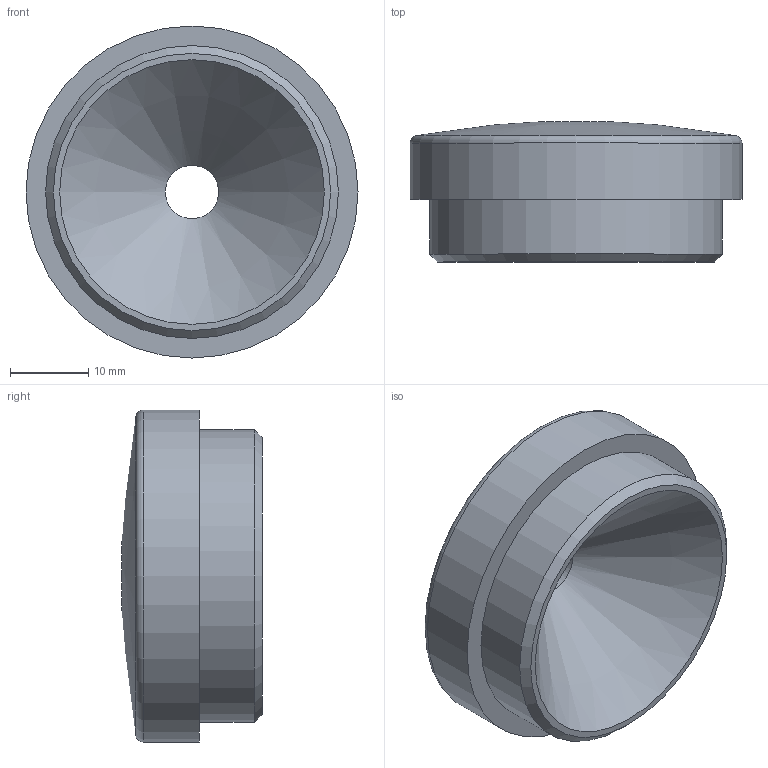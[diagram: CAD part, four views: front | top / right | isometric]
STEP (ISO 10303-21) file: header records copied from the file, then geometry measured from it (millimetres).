
FILE_DESCRIPTION(/* description */ (''),/* implementation_level */ '2;1');
FILE_NAME(/* name */ '50518.ipt.step',/* time_stamp */ '2022-07-20T08:04:42+02:00',/* author */ ('Abt. Technik'),/* organization */ (''),/* preprocessor_version */ 'ST-DEVELOPER v19.2',/* originating_system */ 'Autodesk Inventor 2023',/* authorisation */ '');
FILE_SCHEMA (('AUTOMOTIVE_DESIGN { 1 0 10303 214 3 1 1 }'));
Length unit declared in the file: millimetre
Products named in the file (1): 50518
Bounding box: 42.4 x 17.91 x 42.4 mm (x, y, z)
Volume: 16236.9 mm3; surface area: 5102.1 mm2
Topology: 1 solids, 1 shells, 10 faces, 19 edges, 12 vertices
Faces by surface type: cone 3, cylinder 3, plane 2, sphere 1, torus 1
Full cylindrical faces by diameter (mm): 6.8 x1, 37.4 x1, 42.4 x1
Entity records: 307 total; most frequent: DIRECTION 54, CARTESIAN_POINT 42, ORIENTED_EDGE 38, AXIS2_PLACEMENT_3D 24, EDGE_CURVE 19, EDGE_LOOP 13, CIRCLE 13, VERTEX_POINT 12
